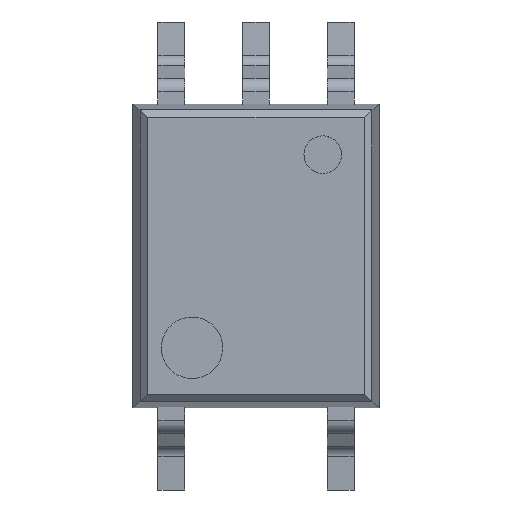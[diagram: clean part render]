
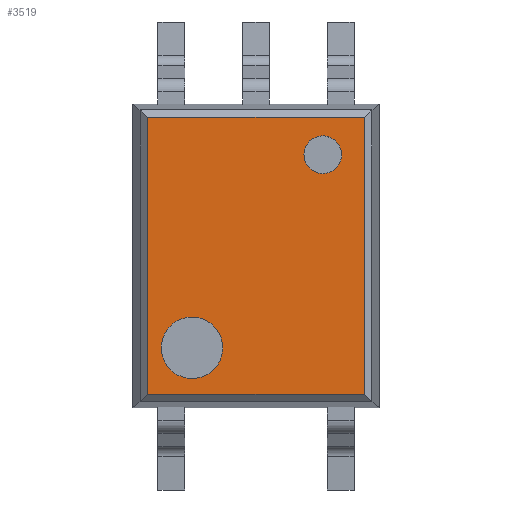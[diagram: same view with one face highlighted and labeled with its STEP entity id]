
A CAD part, top view. The second image highlights one B-rep face of the part: STEP entity #3519.
In plain terms, the highlighted free-form (B-spline) face has degree [1, 1] with [2, 2] control points.
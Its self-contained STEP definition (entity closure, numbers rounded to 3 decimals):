
#3400 = VERTEX_POINT('',#3401);
#3401 = CARTESIAN_POINT('',(-1.656,2.115,
    2.242));
#3406 = EDGE_CURVE('',#3400,#3407,#3409,.T.);
#3407 = VERTEX_POINT('',#3408);
#3408 = CARTESIAN_POINT('',(1.656,2.115,2.242
    ));
#3409 = B_SPLINE_CURVE_WITH_KNOTS('',2,(#3410,#3411,#3412,#3413,#3414),
  .UNSPECIFIED.,.F.,.F.,(3,1,1,3),(-0.224,-0.012,
    3.462,3.674),.UNSPECIFIED.);
#3410 = CARTESIAN_POINT('',(-1.986,2.115,
    2.242));
#3411 = CARTESIAN_POINT('',(-1.878,2.115,2.242)
  );
#3412 = CARTESIAN_POINT('',(0.,2.115,2.242));
#3413 = CARTESIAN_POINT('',(1.878,2.115,2.242)
  );
#3414 = CARTESIAN_POINT('',(1.986,2.115,2.242
    ));
#3437 = VERTEX_POINT('',#3438);
#3438 = CARTESIAN_POINT('',(-1.656,-2.115,
    2.242));
#3445 = EDGE_CURVE('',#3437,#3400,#3446,.T.);
#3446 = B_SPLINE_CURVE_WITH_KNOTS('',2,(#3447,#3448,#3449,#3450,#3451),
  .UNSPECIFIED.,.F.,.F.,(3,1,1,3),(-0.276,-0.01,
    4.36,4.626),.UNSPECIFIED.);
#3447 = CARTESIAN_POINT('',(-1.656,-2.498,
    2.242));
#3448 = CARTESIAN_POINT('',(-1.656,-2.362,
    2.242));
#3449 = CARTESIAN_POINT('',(-1.656,0.,2.242));
#3450 = CARTESIAN_POINT('',(-1.656,2.362,
    2.242));
#3451 = CARTESIAN_POINT('',(-1.656,2.498,
    2.242));
#3470 = VERTEX_POINT('',#3471);
#3471 = CARTESIAN_POINT('',(1.656,-2.115,
    2.242));
#3476 = EDGE_CURVE('',#3407,#3470,#3477,.T.);
#3477 = B_SPLINE_CURVE_WITH_KNOTS('',2,(#3478,#3479,#3480,#3481,#3482),
  .UNSPECIFIED.,.F.,.F.,(3,1,1,3),(-0.276,-0.01,
    4.36,4.626),.UNSPECIFIED.);
#3478 = CARTESIAN_POINT('',(1.656,2.498,2.242
    ));
#3479 = CARTESIAN_POINT('',(1.656,2.362,2.242
    ));
#3480 = CARTESIAN_POINT('',(1.656,0.,2.242));
#3481 = CARTESIAN_POINT('',(1.656,-2.362,
    2.242));
#3482 = CARTESIAN_POINT('',(1.656,-2.498,
    2.242));
#3501 = EDGE_CURVE('',#3470,#3437,#3502,.T.);
#3502 = B_SPLINE_CURVE_WITH_KNOTS('',2,(#3503,#3504,#3505,#3506,#3507),
  .UNSPECIFIED.,.F.,.F.,(3,1,1,3),(-0.224,-0.012,
    3.462,3.674),.UNSPECIFIED.);
#3503 = CARTESIAN_POINT('',(1.986,-2.115,
    2.242));
#3504 = CARTESIAN_POINT('',(1.878,-2.115,2.242)
  );
#3505 = CARTESIAN_POINT('',(0.,-2.115,
    2.242));
#3506 = CARTESIAN_POINT('',(-1.878,-2.115,2.242
    ));
#3507 = CARTESIAN_POINT('',(-1.986,-2.115,
    2.242));
#3519 = ADVANCED_FACE('',(#3520,#3526,#3540),#3554,.F.);
#3520 = FACE_BOUND('',#3521,.F.);
#3521 = EDGE_LOOP('',(#3522,#3523,#3524,#3525));
#3522 = ORIENTED_EDGE('',*,*,#3406,.T.);
#3523 = ORIENTED_EDGE('',*,*,#3476,.T.);
#3524 = ORIENTED_EDGE('',*,*,#3501,.T.);
#3525 = ORIENTED_EDGE('',*,*,#3445,.T.);
#3526 = FACE_BOUND('',#3527,.F.);
#3527 = EDGE_LOOP('',(#3528));
#3528 = ORIENTED_EDGE('',*,*,#3529,.T.);
#3529 = EDGE_CURVE('',#3530,#3530,#3532,.T.);
#3530 = VERTEX_POINT('',#3531);
#3531 = CARTESIAN_POINT('',(-0.507,-1.405,
    2.242));
#3532 = ( BOUNDED_CURVE() B_SPLINE_CURVE(2,(#3533,#3534,#3535,#3536,
#3537,#3538,#3539),.UNSPECIFIED.,.T.,.F.) B_SPLINE_CURVE_WITH_KNOTS((1,2
    ,2,2,2,1),(-2.094,0.,2.094,4.189,
6.283,8.378),.UNSPECIFIED.) CURVE() 
GEOMETRIC_REPRESENTATION_ITEM() RATIONAL_B_SPLINE_CURVE((1.,0.5,1.,0.5,
1.,0.5,1.)) REPRESENTATION_ITEM('') );
#3533 = CARTESIAN_POINT('',(-0.507,-1.405,
    2.242));
#3534 = CARTESIAN_POINT('',(-0.507,-0.593,
    2.242));
#3535 = CARTESIAN_POINT('',(-1.211,-0.999,
    2.242));
#3536 = CARTESIAN_POINT('',(-1.914,-1.405,
    2.242));
#3537 = CARTESIAN_POINT('',(-1.211,-1.811,
    2.242));
#3538 = CARTESIAN_POINT('',(-0.507,-2.217,
    2.242));
#3539 = CARTESIAN_POINT('',(-0.507,-1.405,
    2.242));
#3540 = FACE_BOUND('',#3541,.F.);
#3541 = EDGE_LOOP('',(#3542));
#3542 = ORIENTED_EDGE('',*,*,#3543,.T.);
#3543 = EDGE_CURVE('',#3544,#3544,#3546,.T.);
#3544 = VERTEX_POINT('',#3545);
#3545 = CARTESIAN_POINT('',(1.307,1.542,2.242
    ));
#3546 = ( BOUNDED_CURVE() B_SPLINE_CURVE(2,(#3547,#3548,#3549,#3550,
#3551,#3552,#3553),.UNSPECIFIED.,.T.,.F.) B_SPLINE_CURVE_WITH_KNOTS((1,2
    ,2,2,2,1),(-2.094,0.,2.094,4.189,
6.283,8.378),.UNSPECIFIED.) CURVE() 
GEOMETRIC_REPRESENTATION_ITEM() RATIONAL_B_SPLINE_CURVE((1.,0.5,1.,0.5,
1.,0.5,1.)) REPRESENTATION_ITEM('') );
#3547 = CARTESIAN_POINT('',(1.307,1.542,2.242
    ));
#3548 = CARTESIAN_POINT('',(1.307,2.04,2.242
    ));
#3549 = CARTESIAN_POINT('',(0.876,1.791,2.242
    ));
#3550 = CARTESIAN_POINT('',(0.444,1.542,2.242
    ));
#3551 = CARTESIAN_POINT('',(0.876,1.293,2.242)
  );
#3552 = CARTESIAN_POINT('',(1.307,1.044,2.242
    ));
#3553 = CARTESIAN_POINT('',(1.307,1.542,2.242
    ));
#3554 = B_SPLINE_SURFACE_WITH_KNOTS('',1,1,(
    (#3555,#3556)
    ,(#3557,#3558
  )),.UNSPECIFIED.,.F.,.F.,.F.,(2,2),(2,2),(-1.625,1.625),(-2.075,2.075)
  ,.PIECEWISE_BEZIER_KNOTS.);
#3555 = CARTESIAN_POINT('',(1.656,-2.115,
    2.242));
#3556 = CARTESIAN_POINT('',(1.656,2.115,2.242
    ));
#3557 = CARTESIAN_POINT('',(-1.656,-2.115,
    2.242));
#3558 = CARTESIAN_POINT('',(-1.656,2.115,
    2.242));
